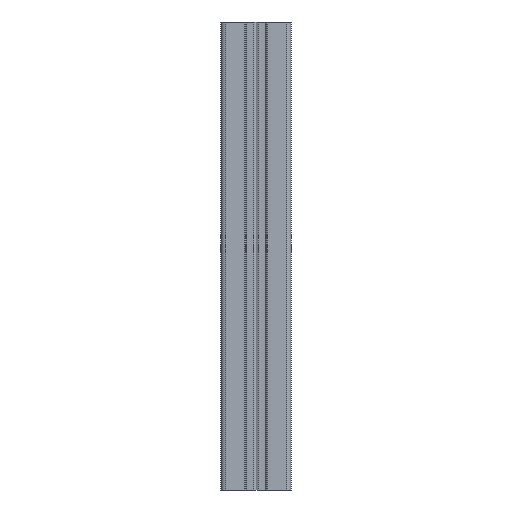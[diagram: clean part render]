
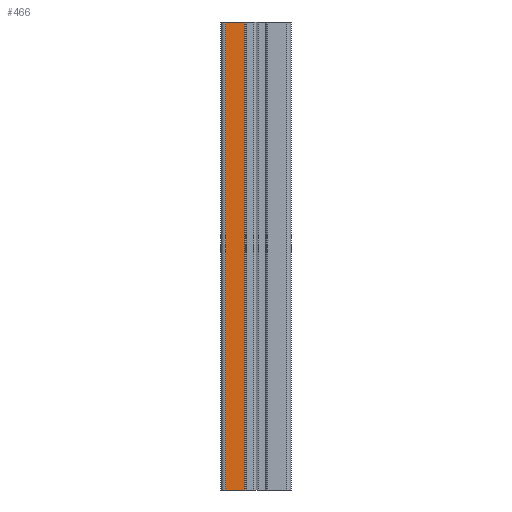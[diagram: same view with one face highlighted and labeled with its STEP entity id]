
A CAD part, front view. The second image highlights one B-rep face of the part: STEP entity #466.
In plain terms, the highlighted planar face has unit normal (0, -1, 0).
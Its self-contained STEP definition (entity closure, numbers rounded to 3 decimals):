
#466 = ADVANCED_FACE( '', ( #958 ), #959, .F. );
#958 = FACE_OUTER_BOUND( '', #1473, .T. );
#959 = PLANE( '', #1474 );
#1473 = EDGE_LOOP( '', ( #2827, #2828, #2829, #2830 ) );
#1474 = AXIS2_PLACEMENT_3D( '', #2831, #2832, #2833 );
#2827 = ORIENTED_EDGE( '', *, *, #3273, .T. );
#2828 = ORIENTED_EDGE( '', *, *, #3499, .F. );
#2829 = ORIENTED_EDGE( '', *, *, #3809, .F. );
#2830 = ORIENTED_EDGE( '', *, *, #3396, .T. );
#2831 = CARTESIAN_POINT( '', ( 83.56, 20.06, 20. ) );
#2832 = DIRECTION( '', ( 0., 1., 0. ) );
#2833 = DIRECTION( '', ( 0., 0., 1. ) );
#3273 = EDGE_CURVE( '', #3989, #3987, #3990, .T. );
#3396 = EDGE_CURVE( '', #4228, #3989, #4229, .T. );
#3499 = EDGE_CURVE( '', #4378, #3987, #4380, .T. );
#3809 = EDGE_CURVE( '', #4228, #4378, #4790, .T. );
#3987 = VERTEX_POINT( '', #5009 );
#3989 = VERTEX_POINT( '', #5011 );
#3990 = LINE( '', #5012, #5013 );
#4228 = VERTEX_POINT( '', #5323 );
#4229 = LINE( '', #5324, #5325 );
#4378 = VERTEX_POINT( '', #5537 );
#4380 = LINE( '', #5539, #5540 );
#4790 = LINE( '', #6112, #6113 );
#5009 = CARTESIAN_POINT( '', ( 91.81, 20.06, -180. ) );
#5011 = CARTESIAN_POINT( '', ( 83.56, 20.06, -180. ) );
#5012 = CARTESIAN_POINT( '', ( 83.56, 20.06, -180. ) );
#5013 = VECTOR( '', #6295, 1000. );
#5323 = CARTESIAN_POINT( '', ( 83.56, 20.06, 20. ) );
#5324 = CARTESIAN_POINT( '', ( 83.56, 20.06, 20. ) );
#5325 = VECTOR( '', #6515, 1000. );
#5537 = CARTESIAN_POINT( '', ( 91.81, 20.06, 20. ) );
#5539 = CARTESIAN_POINT( '', ( 91.81, 20.06, 20. ) );
#5540 = VECTOR( '', #6615, 1000. );
#6112 = CARTESIAN_POINT( '', ( 83.56, 20.06, 20. ) );
#6113 = VECTOR( '', #6904, 1000. );
#6295 = DIRECTION( '', ( 1., 0., 0. ) );
#6515 = DIRECTION( '', ( 0., 0., -1. ) );
#6615 = DIRECTION( '', ( 0., 0., -1. ) );
#6904 = DIRECTION( '', ( 1., 0., 0. ) );
